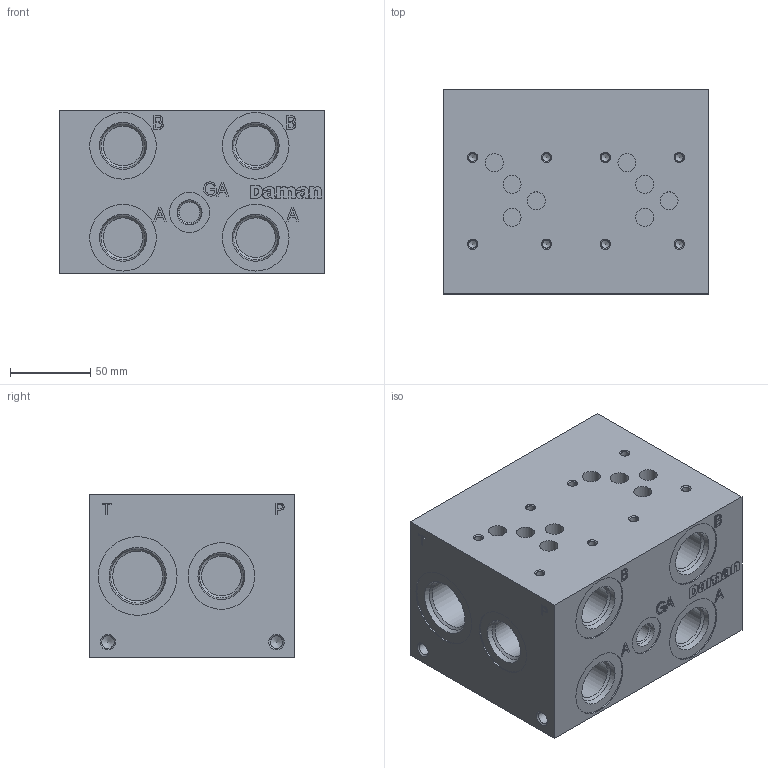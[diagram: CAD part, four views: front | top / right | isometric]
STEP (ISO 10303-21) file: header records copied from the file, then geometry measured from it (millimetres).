
FILE_DESCRIPTION( ( 'STEP AP214' ), ' ' );
FILE_NAME( 'AD05HP023S_C.stp', '2018-04-23T18:24:40', ( '' ), ( '' ), ' ', 'PARTsolutions', ' ' );
FILE_SCHEMA( ( 'AUTOMOTIVE_DESIGN { 1 0 10303 214 1 1 1 1 }' ) );
Length unit declared in the file: inch
Products named in the file (1): _AD05HP023S/C
Bounding box: 165.1 x 127 x 101.6 mm (x, y, z)
Volume: 1981727.5 mm3; surface area: 128280 mm2
Topology: 1 solids, 1 shells, 360 faces, 865 edges, 562 vertices
Faces by surface type: plane 219, cylinder 95, cone 46
Full cylindrical faces by diameter (mm): 4.976 x8, 7.805 x4, 11.201 x8, 12.761 x1, 14.275 x1, 15.9 x1, 20.625 x1, 24.696 x6, 25.019 x1, 30.175 x1, 31.046 x2, 41.453 x6, 48.971 x2
Entity records: 12759 total; most frequent: DIRECTION 1705, CARTESIAN_POINT 1680, ORIENTED_EDGE 1522, EDGE_CURVE 761, AXIS2_PLACEMENT_3D 583, VERTEX_POINT 558, LINE 539, VECTOR 539
